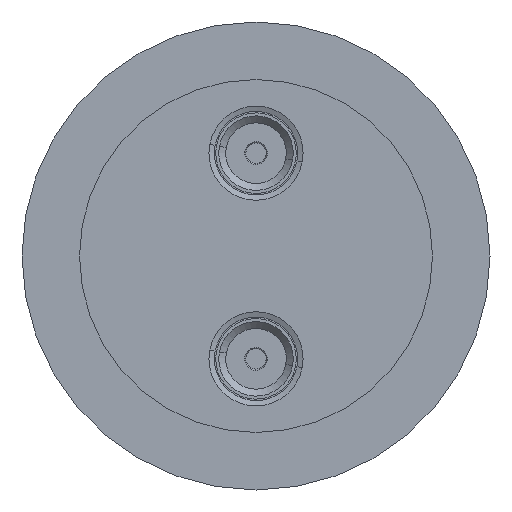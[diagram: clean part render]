
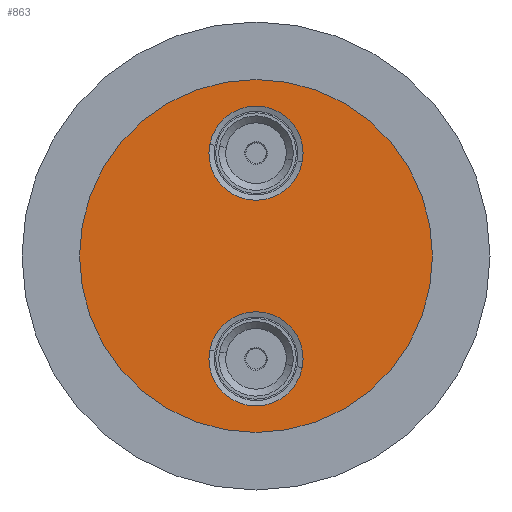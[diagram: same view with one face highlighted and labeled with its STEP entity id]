
A CAD part, front view. The second image highlights one B-rep face of the part: STEP entity #863.
In plain terms, the highlighted planar face has unit normal (0, -1, 0).
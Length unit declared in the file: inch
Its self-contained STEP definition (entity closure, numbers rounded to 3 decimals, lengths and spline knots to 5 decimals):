
#225 = AXIS2_PLACEMENT_3D ( 'NONE', #1062, #1063, #1064 ) ;
#372 = FACE_OUTER_BOUND ( 'NONE', #2505, .T. ) ;
#375 = FACE_BOUND ( 'NONE', #2503, .T. ) ;
#379 = FACE_BOUND ( 'NONE', #2499, .T. ) ;
#758 = ORIENTED_EDGE ( 'NONE', *, *, #1198, .T. ) ;
#844 = AXIS2_PLACEMENT_3D ( 'NONE', #1077, #1078, #1079 ) ;
#845 = AXIS2_PLACEMENT_3D ( 'NONE', #1074, #1075, #1076 ) ;
#846 = AXIS2_PLACEMENT_3D ( 'NONE', #1071, #1072, #1073 ) ;
#863 = ADVANCED_FACE ( 'NONE', ( #372, #379, #375 ), #2999, .T. ) ;
#997 = CIRCLE ( 'NONE', #225, 0.815 ) ;
#1004 = CIRCLE ( 'NONE', #846, 0.815 ) ;
#1005 = CIRCLE ( 'NONE', #845, 0.2175 ) ;
#1006 = CIRCLE ( 'NONE', #844, 0.2175 ) ;
#1062 = CARTESIAN_POINT ( 'NONE',  ( 0., 0.005, 0. ) ) ;
#1063 = DIRECTION ( 'NONE',  ( 0., -1., 0. ) ) ;
#1064 = DIRECTION ( 'NONE',  ( 1., 0., 0. ) ) ;
#1071 = CARTESIAN_POINT ( 'NONE',  ( 0., 0.005, 0. ) ) ;
#1072 = DIRECTION ( 'NONE',  ( 0., -1., 0. ) ) ;
#1073 = DIRECTION ( 'NONE',  ( 1., 0., 0. ) ) ;
#1074 = CARTESIAN_POINT ( 'NONE',  ( 0., 0.005, -0.475 ) ) ;
#1075 = DIRECTION ( 'NONE',  ( 0., 1., 0. ) ) ;
#1076 = DIRECTION ( 'NONE',  ( -0.982, 0., 0.188 ) ) ;
#1077 = CARTESIAN_POINT ( 'NONE',  ( 0., 0.005, 0.475 ) ) ;
#1078 = DIRECTION ( 'NONE',  ( 0., 1., 0. ) ) ;
#1079 = DIRECTION ( 'NONE',  ( 0.982, 0., -0.188 ) ) ;
#1144 = EDGE_CURVE ( 'NONE', #2579, #2576, #1273, .T. ) ;
#1198 = EDGE_CURVE ( 'NONE', #2681, #2682, #1351, .T. ) ;
#1273 = CIRCLE ( 'NONE', #2848, 0.2175 ) ;
#1351 = CIRCLE ( 'NONE', #2820, 0.2175 ) ;
#1594 = CARTESIAN_POINT ( 'NONE',  ( 0., 0.005, -0.475 ) ) ;
#1595 = DIRECTION ( 'NONE',  ( 0., 1., 0. ) ) ;
#1596 = DIRECTION ( 'NONE',  ( -0.982, 0., 0.188 ) ) ;
#1668 = CARTESIAN_POINT ( 'NONE',  ( -0.815, 0.005, 0. ) ) ;
#1676 = CARTESIAN_POINT ( 'NONE',  ( 0.815, 0.005, 0. ) ) ;
#1706 = CARTESIAN_POINT ( 'NONE',  ( -0.21364, 0.005, 0.51579 ) ) ;
#1709 = CARTESIAN_POINT ( 'NONE',  ( 0.21364, 0.005, 0.43421 ) ) ;
#1978 = ORIENTED_EDGE ( 'NONE', *, *, #3742, .T. ) ;
#1985 = ORIENTED_EDGE ( 'NONE', *, *, #3746, .T. ) ;
#2084 = ORIENTED_EDGE ( 'NONE', *, *, #3747, .T. ) ;
#2116 = ORIENTED_EDGE ( 'NONE', *, *, #1144, .T. ) ;
#2315 = CARTESIAN_POINT ( 'NONE',  ( -0.21364, 0.005, -0.43421 ) ) ;
#2316 = CARTESIAN_POINT ( 'NONE',  ( 0.21364, 0.005, -0.51579 ) ) ;
#2474 = ORIENTED_EDGE ( 'NONE', *, *, #3748, .T. ) ;
#2499 = EDGE_LOOP ( 'NONE', ( #2116, #2474 ) ) ;
#2503 = EDGE_LOOP ( 'NONE', ( #758, #2084 ) ) ;
#2505 = EDGE_LOOP ( 'NONE', ( #1978, #1985 ) ) ;
#2536 = VERTEX_POINT ( 'NONE', #1668 ) ;
#2546 = VERTEX_POINT ( 'NONE', #1676 ) ;
#2576 = VERTEX_POINT ( 'NONE', #1706 ) ;
#2579 = VERTEX_POINT ( 'NONE', #1709 ) ;
#2681 = VERTEX_POINT ( 'NONE', #2315 ) ;
#2682 = VERTEX_POINT ( 'NONE', #2316 ) ;
#2793 = AXIS2_PLACEMENT_3D ( 'NONE', #2997, #2995, #3001 ) ;
#2820 = AXIS2_PLACEMENT_3D ( 'NONE', #1594, #1595, #1596 ) ;
#2848 = AXIS2_PLACEMENT_3D ( 'NONE', #3155, #3156, #3157 ) ;
#2995 = DIRECTION ( 'NONE',  ( 0., -1., 0. ) ) ;
#2997 = CARTESIAN_POINT ( 'NONE',  ( 0., 0.005, -0.69 ) ) ;
#2999 = PLANE ( 'NONE',  #2793 ) ;
#3001 = DIRECTION ( 'NONE',  ( -1., 0., 0. ) ) ;
#3155 = CARTESIAN_POINT ( 'NONE',  ( 0., 0.005, 0.475 ) ) ;
#3156 = DIRECTION ( 'NONE',  ( 0., 1., 0. ) ) ;
#3157 = DIRECTION ( 'NONE',  ( 0.982, 0., -0.188 ) ) ;
#3742 = EDGE_CURVE ( 'NONE', #2546, #2536, #997, .T. ) ;
#3746 = EDGE_CURVE ( 'NONE', #2536, #2546, #1004, .T. ) ;
#3747 = EDGE_CURVE ( 'NONE', #2682, #2681, #1005, .T. ) ;
#3748 = EDGE_CURVE ( 'NONE', #2576, #2579, #1006, .T. ) ;
